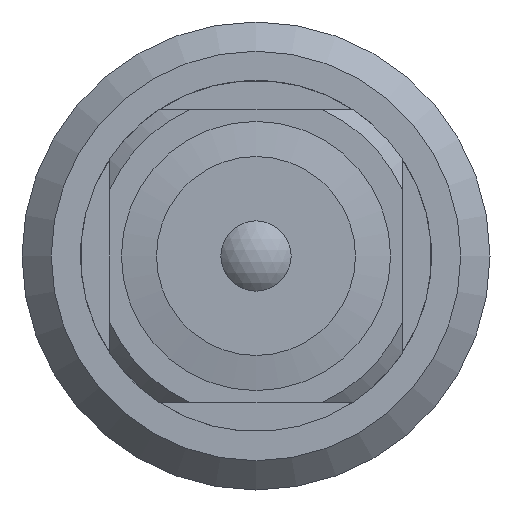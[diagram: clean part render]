
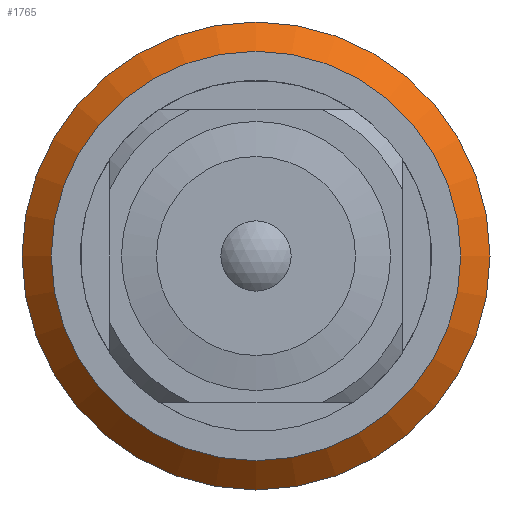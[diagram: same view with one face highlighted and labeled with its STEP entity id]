
A CAD part, left-side view. The second image highlights one B-rep face of the part: STEP entity #1765.
In plain terms, the highlighted conical face has half-angle 45 degrees and reference radius 4 mm.
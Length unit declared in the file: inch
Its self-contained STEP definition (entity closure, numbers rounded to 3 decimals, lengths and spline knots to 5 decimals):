
#211 = DIRECTION ( 'NONE',  ( 0., 0., 1. ) ) ;
#294 = VERTEX_POINT ( 'NONE', #3830 ) ;
#475 = EDGE_LOOP ( 'NONE', ( #3925 ) ) ;
#575 = EDGE_CURVE ( 'NONE', #294, #294, #3035, .T. ) ;
#675 = DIRECTION ( 'NONE',  ( -1., 0., 0. ) ) ;
#1140 = ORIENTED_EDGE ( 'NONE', *, *, #4306, .F. ) ;
#1199 = CONICAL_SURFACE ( 'NONE', #1456, 0.15748, 0.785 ) ;
#1437 = CARTESIAN_POINT ( 'NONE',  ( 1.00984, 0., 0. ) ) ;
#1456 = AXIS2_PLACEMENT_3D ( 'NONE', #2089, #2843, #3661 ) ;
#1600 = EDGE_LOOP ( 'NONE', ( #1140 ) ) ;
#1765 = ADVANCED_FACE ( 'NONE', ( #3170, #2905 ), #1199, .T. ) ;
#1779 = DIRECTION ( 'NONE',  ( 0., 0., 1. ) ) ;
#1988 = CARTESIAN_POINT ( 'NONE',  ( 1.00984, 0., 0.1378 ) ) ;
#2089 = CARTESIAN_POINT ( 'NONE',  ( 1.02953, 0., 0. ) ) ;
#2178 = CIRCLE ( 'NONE', #4635, 0.1378 ) ;
#2843 = DIRECTION ( 'NONE',  ( 1., 0., 0. ) ) ;
#2905 = FACE_OUTER_BOUND ( 'NONE', #475, .T. ) ;
#2972 = CARTESIAN_POINT ( 'NONE',  ( 1.02953, 0., 0. ) ) ;
#3006 = VERTEX_POINT ( 'NONE', #1988 ) ;
#3035 = CIRCLE ( 'NONE', #3147, 0.15748 ) ;
#3147 = AXIS2_PLACEMENT_3D ( 'NONE', #2972, #4539, #1779 ) ;
#3170 = FACE_BOUND ( 'NONE', #1600, .T. ) ;
#3661 = DIRECTION ( 'NONE',  ( 0., 0., -1. ) ) ;
#3830 = CARTESIAN_POINT ( 'NONE',  ( 1.02953, 0., 0.15748 ) ) ;
#3925 = ORIENTED_EDGE ( 'NONE', *, *, #575, .T. ) ;
#4306 = EDGE_CURVE ( 'NONE', #3006, #3006, #2178, .T. ) ;
#4539 = DIRECTION ( 'NONE',  ( -1., 0., 0. ) ) ;
#4635 = AXIS2_PLACEMENT_3D ( 'NONE', #1437, #675, #211 ) ;
